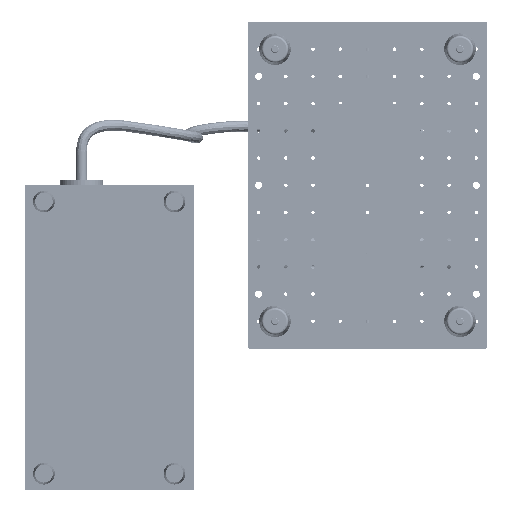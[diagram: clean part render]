
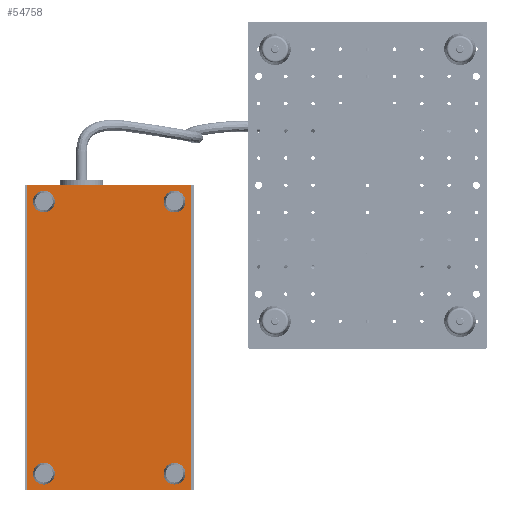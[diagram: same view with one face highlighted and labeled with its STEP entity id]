
A CAD part, front view. The second image highlights one B-rep face of the part: STEP entity #54758.
In plain terms, the highlighted planar face has unit normal (0, -1, 0).
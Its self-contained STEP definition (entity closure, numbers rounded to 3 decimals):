
#1807 = VECTOR ( 'NONE', #115284, 1000. ) ;
#4537 = VERTEX_POINT ( 'NONE', #41110 ) ;
#4721 = CARTESIAN_POINT ( 'NONE',  ( -60., 0., -115. ) ) ;
#6325 = LINE ( 'NONE', #60744, #1807 ) ;
#11008 = DIRECTION ( 'NONE',  ( 0., 0., -1. ) ) ;
#11389 = AXIS2_PLACEMENT_3D ( 'NONE', #175333, #94016, #26142 ) ;
#12664 = ORIENTED_EDGE ( 'NONE', *, *, #95353, .T. ) ;
#15818 = VERTEX_POINT ( 'NONE', #106400 ) ;
#17302 = EDGE_CURVE ( 'NONE', #116047, #81837, #171817, .T. ) ;
#17579 = CARTESIAN_POINT ( 'NONE',  ( 60., 0., 125. ) ) ;
#18092 = CARTESIAN_POINT ( 'NONE',  ( -75.5, 0., 0. ) ) ;
#20389 = DIRECTION ( 'NONE',  ( 0., 1., 0. ) ) ;
#21179 = CIRCLE ( 'NONE', #163763, 10. ) ;
#21440 = VERTEX_POINT ( 'NONE', #120578 ) ;
#21719 = LINE ( 'NONE', #77952, #95859 ) ;
#22628 = DIRECTION ( 'NONE',  ( 0., 0., 1. ) ) ;
#22783 = AXIS2_PLACEMENT_3D ( 'NONE', #120049, #174534, #108390 ) ;
#26142 = DIRECTION ( 'NONE',  ( 0., 0., -1. ) ) ;
#27043 = ORIENTED_EDGE ( 'NONE', *, *, #82563, .T. ) ;
#27254 = AXIS2_PLACEMENT_3D ( 'NONE', #17579, #41723, #165048 ) ;
#29730 = DIRECTION ( 'NONE',  ( 0., 1., 0. ) ) ;
#34537 = FACE_BOUND ( 'NONE', #164309, .T. ) ;
#38739 = CIRCLE ( 'NONE', #27254, 10. ) ;
#39974 = EDGE_LOOP ( 'NONE', ( #27043, #137224 ) ) ;
#40468 = DIRECTION ( 'NONE',  ( 0., 0., 1. ) ) ;
#41110 = CARTESIAN_POINT ( 'NONE',  ( -75.5, 0., -140. ) ) ;
#41723 = DIRECTION ( 'NONE',  ( 0., -1., 0. ) ) ;
#44261 = AXIS2_PLACEMENT_3D ( 'NONE', #77072, #135083, #78806 ) ;
#44378 = CARTESIAN_POINT ( 'NONE',  ( 0., 0., 0. ) ) ;
#48322 = CIRCLE ( 'NONE', #11389, 10. ) ;
#54610 = VERTEX_POINT ( 'NONE', #71214 ) ;
#54758 = ADVANCED_FACE ( 'NONE', ( #88126, #102420, #34537, #75637, #130157 ), #166811, .T. ) ;
#55665 = CARTESIAN_POINT ( 'NONE',  ( 60., 0., -125. ) ) ;
#57531 = VERTEX_POINT ( 'NONE', #129055 ) ;
#60744 = CARTESIAN_POINT ( 'NONE',  ( -77.5, 0., -140. ) ) ;
#64018 = EDGE_LOOP ( 'NONE', ( #88924, #96539 ) ) ;
#65842 = EDGE_CURVE ( 'NONE', #21440, #79930, #157669, .T. ) ;
#66789 = CARTESIAN_POINT ( 'NONE',  ( 60., 0., 125. ) ) ;
#67669 = DIRECTION ( 'NONE',  ( 0., 0., -1. ) ) ;
#68073 = EDGE_LOOP ( 'NONE', ( #79437, #95761 ) ) ;
#69941 = LINE ( 'NONE', #18092, #131556 ) ;
#71214 = CARTESIAN_POINT ( 'NONE',  ( 60., 0., 135. ) ) ;
#71855 = EDGE_CURVE ( 'NONE', #116047, #4537, #6325, .T. ) ;
#72588 = DIRECTION ( 'NONE',  ( 0., 0., -1. ) ) ;
#74335 = VERTEX_POINT ( 'NONE', #149064 ) ;
#75637 = FACE_BOUND ( 'NONE', #68073, .T. ) ;
#75825 = VERTEX_POINT ( 'NONE', #165768 ) ;
#76199 = DIRECTION ( 'NONE',  ( 1., 0., 0. ) ) ;
#76466 = CIRCLE ( 'NONE', #99266, 10. ) ;
#77072 = CARTESIAN_POINT ( 'NONE',  ( -60., 0., -125. ) ) ;
#77565 = ORIENTED_EDGE ( 'NONE', *, *, #108267, .F. ) ;
#77952 = CARTESIAN_POINT ( 'NONE',  ( -77.5, 0., 140. ) ) ;
#78806 = DIRECTION ( 'NONE',  ( 0., 0., 1. ) ) ;
#79437 = ORIENTED_EDGE ( 'NONE', *, *, #167625, .F. ) ;
#79618 = EDGE_CURVE ( 'NONE', #159096, #57531, #76466, .T. ) ;
#79899 = EDGE_LOOP ( 'NONE', ( #154202, #107574, #77565, #12664 ) ) ;
#79930 = VERTEX_POINT ( 'NONE', #4721 ) ;
#81179 = VERTEX_POINT ( 'NONE', #140029 ) ;
#81837 = VERTEX_POINT ( 'NONE', #113420 ) ;
#82563 = EDGE_CURVE ( 'NONE', #57531, #159096, #108462, .T. ) ;
#85972 = ORIENTED_EDGE ( 'NONE', *, *, #137926, .F. ) ;
#86876 = CIRCLE ( 'NONE', #44261, 10. ) ;
#88126 = FACE_BOUND ( 'NONE', #64018, .T. ) ;
#88924 = ORIENTED_EDGE ( 'NONE', *, *, #139764, .T. ) ;
#90490 = CARTESIAN_POINT ( 'NONE',  ( 75.5, 0., 0. ) ) ;
#90512 = DIRECTION ( 'NONE',  ( 0., -1., 0. ) ) ;
#94016 = DIRECTION ( 'NONE',  ( 0., -1., 0. ) ) ;
#94061 = EDGE_CURVE ( 'NONE', #81179, #54610, #38739, .T. ) ;
#95353 = EDGE_CURVE ( 'NONE', #15818, #4537, #69941, .T. ) ;
#95761 = ORIENTED_EDGE ( 'NONE', *, *, #104233, .F. ) ;
#95859 = VECTOR ( 'NONE', #76199, 1000. ) ;
#96539 = ORIENTED_EDGE ( 'NONE', *, *, #65842, .T. ) ;
#98112 = AXIS2_PLACEMENT_3D ( 'NONE', #66789, #120424, #67669 ) ;
#99266 = AXIS2_PLACEMENT_3D ( 'NONE', #55665, #29730, #40468 ) ;
#102420 = FACE_BOUND ( 'NONE', #39974, .T. ) ;
#104233 = EDGE_CURVE ( 'NONE', #75825, #74335, #21179, .T. ) ;
#104809 = CARTESIAN_POINT ( 'NONE',  ( -60., 0., 125. ) ) ;
#106400 = CARTESIAN_POINT ( 'NONE',  ( -75.5, 0., 140. ) ) ;
#107574 = ORIENTED_EDGE ( 'NONE', *, *, #17302, .T. ) ;
#108267 = EDGE_CURVE ( 'NONE', #15818, #81837, #21719, .T. ) ;
#108390 = DIRECTION ( 'NONE',  ( 0., 0., 1. ) ) ;
#108462 = CIRCLE ( 'NONE', #22783, 10. ) ;
#109246 = VECTOR ( 'NONE', #22628, 1000. ) ;
#113420 = CARTESIAN_POINT ( 'NONE',  ( 75.5, 0., 140. ) ) ;
#113482 = CARTESIAN_POINT ( 'NONE',  ( 75.5, 0., -140. ) ) ;
#114485 = ORIENTED_EDGE ( 'NONE', *, *, #94061, .F. ) ;
#115284 = DIRECTION ( 'NONE',  ( -1., 0., 0. ) ) ;
#116047 = VERTEX_POINT ( 'NONE', #113482 ) ;
#120049 = CARTESIAN_POINT ( 'NONE',  ( 60., 0., -125. ) ) ;
#120424 = DIRECTION ( 'NONE',  ( 0., -1., 0. ) ) ;
#120578 = CARTESIAN_POINT ( 'NONE',  ( -60., 0., -135. ) ) ;
#120963 = CIRCLE ( 'NONE', #98112, 10. ) ;
#129055 = CARTESIAN_POINT ( 'NONE',  ( 60., 0., -115. ) ) ;
#130157 = FACE_OUTER_BOUND ( 'NONE', #79899, .T. ) ;
#131556 = VECTOR ( 'NONE', #72588, 1000. ) ;
#135083 = DIRECTION ( 'NONE',  ( 0., 1., 0. ) ) ;
#135190 = AXIS2_PLACEMENT_3D ( 'NONE', #170445, #20389, #157108 ) ;
#137224 = ORIENTED_EDGE ( 'NONE', *, *, #79618, .T. ) ;
#137926 = EDGE_CURVE ( 'NONE', #54610, #81179, #120963, .T. ) ;
#139764 = EDGE_CURVE ( 'NONE', #79930, #21440, #86876, .T. ) ;
#140029 = CARTESIAN_POINT ( 'NONE',  ( 60., 0., 115. ) ) ;
#144609 = AXIS2_PLACEMENT_3D ( 'NONE', #44378, #147108, #172087 ) ;
#147108 = DIRECTION ( 'NONE',  ( 0., -1., 0. ) ) ;
#149064 = CARTESIAN_POINT ( 'NONE',  ( -60., 0., 115. ) ) ;
#154202 = ORIENTED_EDGE ( 'NONE', *, *, #71855, .F. ) ;
#157108 = DIRECTION ( 'NONE',  ( 0., 0., 1. ) ) ;
#157669 = CIRCLE ( 'NONE', #135190, 10. ) ;
#159096 = VERTEX_POINT ( 'NONE', #165094 ) ;
#163763 = AXIS2_PLACEMENT_3D ( 'NONE', #104809, #90512, #11008 ) ;
#164309 = EDGE_LOOP ( 'NONE', ( #114485, #85972 ) ) ;
#165048 = DIRECTION ( 'NONE',  ( 0., 0., -1. ) ) ;
#165094 = CARTESIAN_POINT ( 'NONE',  ( 60., 0., -135. ) ) ;
#165768 = CARTESIAN_POINT ( 'NONE',  ( -60., 0., 135. ) ) ;
#166811 = PLANE ( 'NONE',  #144609 ) ;
#167625 = EDGE_CURVE ( 'NONE', #74335, #75825, #48322, .T. ) ;
#170445 = CARTESIAN_POINT ( 'NONE',  ( -60., 0., -125. ) ) ;
#171817 = LINE ( 'NONE', #90490, #109246 ) ;
#172087 = DIRECTION ( 'NONE',  ( 0., 0., -1. ) ) ;
#174534 = DIRECTION ( 'NONE',  ( 0., 1., 0. ) ) ;
#175333 = CARTESIAN_POINT ( 'NONE',  ( -60., 0., 125. ) ) ;
